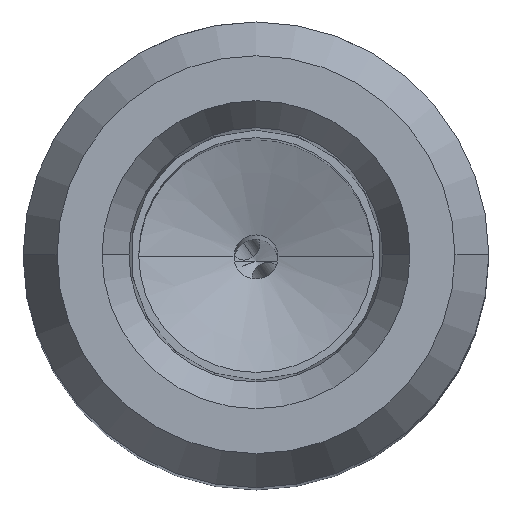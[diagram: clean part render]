
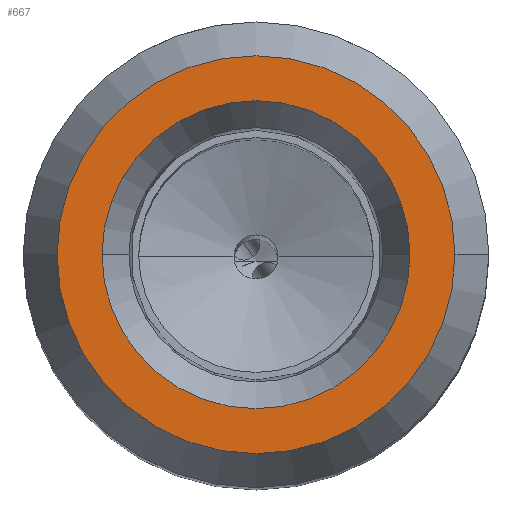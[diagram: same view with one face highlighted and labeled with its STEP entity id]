
A CAD part, top view. The second image highlights one B-rep face of the part: STEP entity #667.
In plain terms, the highlighted planar face has unit normal (0, 0, 1).
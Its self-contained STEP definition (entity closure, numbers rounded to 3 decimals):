
#51=FACE_BOUND('',#1184,.T.);
#52=FACE_BOUND('',#1185,.T.);
#76=PLANE('',#4515);
#419=CIRCLE('',#4497,5.25);
#426=CIRCLE('',#4510,6.783);
#427=CIRCLE('',#4512,6.783);
#428=CIRCLE('',#4514,5.25);
#667=ADVANCED_FACE('',(#51,#52),#76,.T.);
#1184=EDGE_LOOP('',(#1634,#1635));
#1185=EDGE_LOOP('',(#1636,#1637));
#1634=ORIENTED_EDGE('',*,*,#3418,.T.);
#1635=ORIENTED_EDGE('',*,*,#3396,.T.);
#1636=ORIENTED_EDGE('',*,*,#3414,.T.);
#1637=ORIENTED_EDGE('',*,*,#3417,.T.);
#2888=VERTEX_POINT('',#8361);
#2889=VERTEX_POINT('',#8362);
#2902=VERTEX_POINT('',#8408);
#2903=VERTEX_POINT('',#8409);
#3396=EDGE_CURVE('',#2888,#2889,#419,.T.);
#3414=EDGE_CURVE('',#2902,#2903,#426,.T.);
#3417=EDGE_CURVE('',#2903,#2902,#427,.T.);
#3418=EDGE_CURVE('',#2889,#2888,#428,.T.);
#4497=AXIS2_PLACEMENT_3D('',#8360,#4879,#4880);
#4510=AXIS2_PLACEMENT_3D('',#8407,#4913,#4914);
#4512=AXIS2_PLACEMENT_3D('',#8413,#4919,#4920);
#4514=AXIS2_PLACEMENT_3D('',#8415,#4923,#4924);
#4515=AXIS2_PLACEMENT_3D('',#8416,#4925,#4926);
#4879=DIRECTION('',(0.,0.,-1.));
#4880=DIRECTION('',(1.,0.,0.));
#4913=DIRECTION('',(0.,0.,1.));
#4914=DIRECTION('',(-1.,0.,0.));
#4919=DIRECTION('',(0.,0.,1.));
#4920=DIRECTION('',(1.,0.,0.));
#4923=DIRECTION('',(0.,0.,-1.));
#4924=DIRECTION('',(-1.,0.,0.));
#4925=DIRECTION('',(0.,0.,1.));
#4926=DIRECTION('',(-1.,0.,0.));
#8360=CARTESIAN_POINT('',(0.,0.,24.5));
#8361=CARTESIAN_POINT('',(5.25,0.,24.5));
#8362=CARTESIAN_POINT('',(-5.25,0.,24.5));
#8407=CARTESIAN_POINT('',(0.,0.,24.5));
#8408=CARTESIAN_POINT('',(-6.783,0.,24.5));
#8409=CARTESIAN_POINT('',(6.783,0.,24.5));
#8413=CARTESIAN_POINT('',(0.,0.,24.5));
#8415=CARTESIAN_POINT('',(0.,0.,24.5));
#8416=CARTESIAN_POINT('',(0.,0.,24.5));
